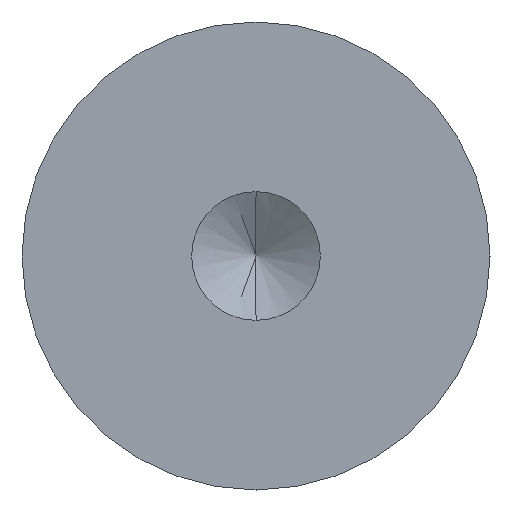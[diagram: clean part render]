
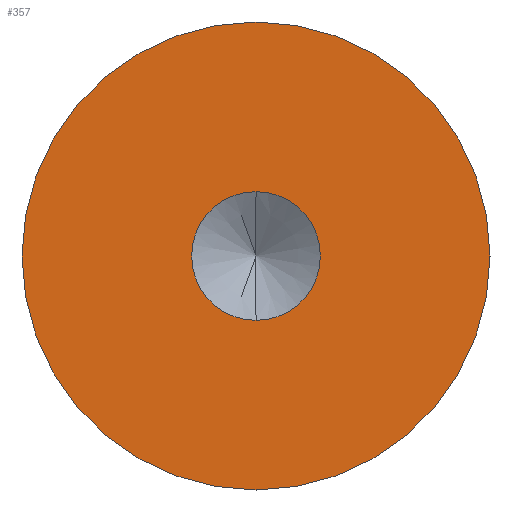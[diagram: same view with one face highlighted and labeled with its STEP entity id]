
A CAD part, front view. The second image highlights one B-rep face of the part: STEP entity #357.
In plain terms, the highlighted planar face has unit normal (0, -1, 0).
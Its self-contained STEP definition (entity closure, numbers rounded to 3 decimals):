
#6 = DIRECTION ( 'NONE',  ( 0., -1., 0. ) ) ;
#18 = CIRCLE ( 'NONE', #103, 6. ) ;
#32 = FACE_OUTER_BOUND ( 'NONE', #75, .T. ) ;
#37 = AXIS2_PLACEMENT_3D ( 'NONE', #153, #304, #158 ) ;
#40 = DIRECTION ( 'NONE',  ( 0., 0., -1. ) ) ;
#63 = ORIENTED_EDGE ( 'NONE', *, *, #115, .F. ) ;
#66 = DIRECTION ( 'NONE',  ( 0., 0., -1. ) ) ;
#75 = EDGE_LOOP ( 'NONE', ( #281, #237 ) ) ;
#79 = VERTEX_POINT ( 'NONE', #339 ) ;
#82 = CIRCLE ( 'NONE', #346, 1.65 ) ;
#86 = AXIS2_PLACEMENT_3D ( 'NONE', #316, #175, #141 ) ;
#93 = EDGE_CURVE ( 'NONE', #173, #244, #82, .T. ) ;
#103 = AXIS2_PLACEMENT_3D ( 'NONE', #320, #347, #40 ) ;
#105 = CIRCLE ( 'NONE', #224, 6. ) ;
#106 = EDGE_LOOP ( 'NONE', ( #306, #63 ) ) ;
#115 = EDGE_CURVE ( 'NONE', #244, #173, #335, .T. ) ;
#141 = DIRECTION ( 'NONE',  ( 0., 0., -1. ) ) ;
#147 = DIRECTION ( 'NONE',  ( 0., 0., -1. ) ) ;
#153 = CARTESIAN_POINT ( 'NONE',  ( 0., 0., 0. ) ) ;
#158 = DIRECTION ( 'NONE',  ( 0., 0., -1. ) ) ;
#162 = EDGE_CURVE ( 'NONE', #255, #79, #18, .T. ) ;
#171 = CARTESIAN_POINT ( 'NONE',  ( 0., 0., 0. ) ) ;
#173 = VERTEX_POINT ( 'NONE', #319 ) ;
#175 = DIRECTION ( 'NONE',  ( 0., -1., 0. ) ) ;
#203 = CARTESIAN_POINT ( 'NONE',  ( 0., 0., 1.65 ) ) ;
#212 = FACE_BOUND ( 'NONE', #106, .T. ) ;
#224 = AXIS2_PLACEMENT_3D ( 'NONE', #260, #6, #147 ) ;
#230 = DIRECTION ( 'NONE',  ( 0., -1., 0. ) ) ;
#237 = ORIENTED_EDGE ( 'NONE', *, *, #288, .T. ) ;
#244 = VERTEX_POINT ( 'NONE', #203 ) ;
#255 = VERTEX_POINT ( 'NONE', #349 ) ;
#260 = CARTESIAN_POINT ( 'NONE',  ( 0., 0., 0. ) ) ;
#281 = ORIENTED_EDGE ( 'NONE', *, *, #162, .T. ) ;
#288 = EDGE_CURVE ( 'NONE', #79, #255, #105, .T. ) ;
#304 = DIRECTION ( 'NONE',  ( 0., -1., 0. ) ) ;
#306 = ORIENTED_EDGE ( 'NONE', *, *, #93, .F. ) ;
#316 = CARTESIAN_POINT ( 'NONE',  ( 0., 0., 0. ) ) ;
#319 = CARTESIAN_POINT ( 'NONE',  ( 0., 0., -1.65 ) ) ;
#320 = CARTESIAN_POINT ( 'NONE',  ( 0., 0., 0. ) ) ;
#330 = PLANE ( 'NONE',  #37 ) ;
#335 = CIRCLE ( 'NONE', #86, 1.65 ) ;
#339 = CARTESIAN_POINT ( 'NONE',  ( 0., 0., 6. ) ) ;
#346 = AXIS2_PLACEMENT_3D ( 'NONE', #171, #230, #66 ) ;
#347 = DIRECTION ( 'NONE',  ( 0., -1., 0. ) ) ;
#349 = CARTESIAN_POINT ( 'NONE',  ( 0., 0., -6. ) ) ;
#357 = ADVANCED_FACE ( 'NONE', ( #212, #32 ), #330, .T. ) ;
